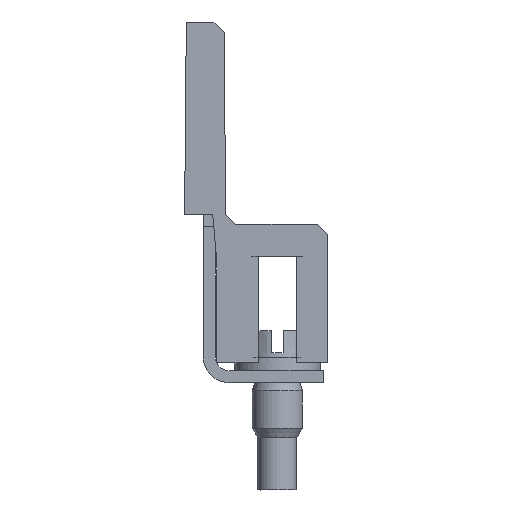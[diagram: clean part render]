
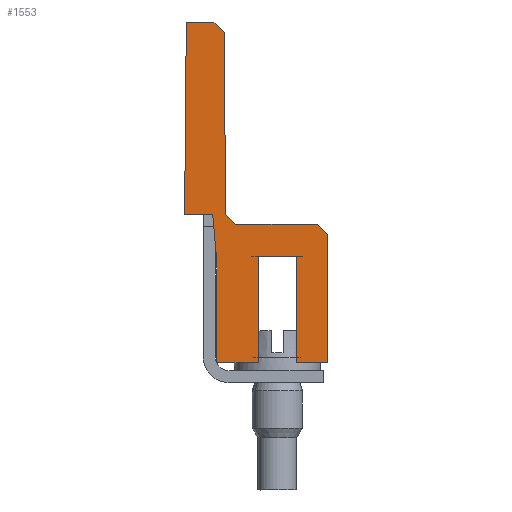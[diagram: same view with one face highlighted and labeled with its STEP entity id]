
A CAD part, left-side view. The second image highlights one B-rep face of the part: STEP entity #1553.
In plain terms, the highlighted planar face has unit normal (-1, 0, 0).
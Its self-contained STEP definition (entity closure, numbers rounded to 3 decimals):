
#1506=AXIS2_PLACEMENT_3D('Plane Axis2P3D',#1503,#1504,#1505) ;
#235=CARTESIAN_POINT('Vertex',(0.163,5.154,22.852)) ;
#238=CARTESIAN_POINT('Line Origine',(0.163,5.115,18.305)) ;
#242=CARTESIAN_POINT('Vertex',(0.163,5.075,13.757)) ;
#546=CARTESIAN_POINT('Vertex',(0.163,4.575,13.257)) ;
#549=CARTESIAN_POINT('Line Origine',(0.163,4.825,13.507)) ;
#571=CARTESIAN_POINT('Vertex',(0.162,0.5,13.257)) ;
#574=CARTESIAN_POINT('Line Origine',(0.163,2.538,13.257)) ;
#614=CARTESIAN_POINT('Vertex',(0.163,0.,12.757)) ;
#617=CARTESIAN_POINT('Line Origine',(0.162,0.25,13.007)) ;
#635=CARTESIAN_POINT('Line Origine',(0.163,0.,9.557)) ;
#639=CARTESIAN_POINT('Vertex',(0.163,0.,6.357)) ;
#660=CARTESIAN_POINT('Line Origine',(0.163,0.778,6.357)) ;
#664=CARTESIAN_POINT('Vertex',(0.163,1.557,6.357)) ;
#689=CARTESIAN_POINT('Vertex',(0.163,1.557,11.657)) ;
#692=CARTESIAN_POINT('Line Origine',(0.163,1.557,9.007)) ;
#710=CARTESIAN_POINT('Line Origine',(0.163,2.5,11.657)) ;
#714=CARTESIAN_POINT('Vertex',(0.163,3.443,11.657)) ;
#748=CARTESIAN_POINT('Line Origine',(0.163,3.443,9.007)) ;
#752=CARTESIAN_POINT('Vertex',(0.163,3.443,6.357)) ;
#768=CARTESIAN_POINT('Line Origine',(0.163,4.484,6.357)) ;
#772=CARTESIAN_POINT('Vertex',(0.163,5.525,6.357)) ;
#797=CARTESIAN_POINT('Vertex',(0.163,5.525,11.482)) ;
#800=CARTESIAN_POINT('Line Origine',(0.163,5.525,8.919)) ;
#825=CARTESIAN_POINT('Line Origine',(0.163,5.624,12.618)) ;
#829=CARTESIAN_POINT('Vertex',(0.163,5.724,13.754)) ;
#1482=CARTESIAN_POINT('Vertex',(0.163,5.659,23.357)) ;
#1485=CARTESIAN_POINT('Line Origine',(0.162,5.407,23.105)) ;
#1503=CARTESIAN_POINT('Axis2P3D Location',(0.163,2.5,6.357)) ;
#1508=CARTESIAN_POINT('Line Origine',(0.163,6.424,13.757)) ;
#1512=CARTESIAN_POINT('Vertex',(0.163,7.125,13.757)) ;
#1514=CARTESIAN_POINT('Vertex',(0.163,5.724,13.757)) ;
#1517=CARTESIAN_POINT('Line Origine',(0.163,5.724,13.755)) ;
#1522=CARTESIAN_POINT('Line Origine',(0.163,6.35,23.357)) ;
#1526=CARTESIAN_POINT('Vertex',(0.163,7.041,23.357)) ;
#1529=CARTESIAN_POINT('Line Origine',(0.163,7.083,18.557)) ;
#239=DIRECTION('Vector Direction',(0.,-0.009,-1.)) ;
#550=DIRECTION('Vector Direction',(0.,0.707,0.707)) ;
#575=DIRECTION('Vector Direction',(0.,-1.,0.)) ;
#618=DIRECTION('Vector Direction',(0.,-0.707,-0.707)) ;
#636=DIRECTION('Vector Direction',(0.,0.,-1.)) ;
#661=DIRECTION('Vector Direction',(0.,-1.,0.)) ;
#693=DIRECTION('Vector Direction',(0.,0.,-1.)) ;
#711=DIRECTION('Vector Direction',(0.,-1.,0.)) ;
#749=DIRECTION('Vector Direction',(0.,0.,-1.)) ;
#769=DIRECTION('Vector Direction',(0.,-1.,0.)) ;
#801=DIRECTION('Vector Direction',(0.,0.,-1.)) ;
#826=DIRECTION('Vector Direction',(0.,-0.087,-0.996)) ;
#1486=DIRECTION('Vector Direction',(0.,-0.707,-0.707)) ;
#1504=DIRECTION('Axis2P3D Direction',(-1.,0.,0.)) ;
#1505=DIRECTION('Axis2P3D XDirection',(0.,-1.,0.)) ;
#1509=DIRECTION('Vector Direction',(0.,-1.,0.)) ;
#1518=DIRECTION('Vector Direction',(0.,0.,-1.)) ;
#1523=DIRECTION('Vector Direction',(0.,-1.,0.)) ;
#1530=DIRECTION('Vector Direction',(0.,0.009,-1.)) ;
#240=VECTOR('Line Direction',#239,1.) ;
#551=VECTOR('Line Direction',#550,1.) ;
#576=VECTOR('Line Direction',#575,1.) ;
#619=VECTOR('Line Direction',#618,1.) ;
#637=VECTOR('Line Direction',#636,1.) ;
#662=VECTOR('Line Direction',#661,1.) ;
#694=VECTOR('Line Direction',#693,1.) ;
#712=VECTOR('Line Direction',#711,1.) ;
#750=VECTOR('Line Direction',#749,1.) ;
#770=VECTOR('Line Direction',#769,1.) ;
#802=VECTOR('Line Direction',#801,1.) ;
#827=VECTOR('Line Direction',#826,1.) ;
#1487=VECTOR('Line Direction',#1486,1.) ;
#1510=VECTOR('Line Direction',#1509,1.) ;
#1519=VECTOR('Line Direction',#1518,1.) ;
#1524=VECTOR('Line Direction',#1523,1.) ;
#1531=VECTOR('Line Direction',#1530,1.) ;
#1535=ORIENTED_EDGE('',*,*,#1516,.T.) ;
#1536=ORIENTED_EDGE('',*,*,#1521,.T.) ;
#1537=ORIENTED_EDGE('',*,*,#831,.T.) ;
#1538=ORIENTED_EDGE('',*,*,#804,.T.) ;
#1539=ORIENTED_EDGE('',*,*,#774,.T.) ;
#1540=ORIENTED_EDGE('',*,*,#754,.T.) ;
#1541=ORIENTED_EDGE('',*,*,#716,.T.) ;
#1542=ORIENTED_EDGE('',*,*,#696,.F.) ;
#1543=ORIENTED_EDGE('',*,*,#666,.T.) ;
#1544=ORIENTED_EDGE('',*,*,#641,.T.) ;
#1545=ORIENTED_EDGE('',*,*,#621,.F.) ;
#1546=ORIENTED_EDGE('',*,*,#578,.T.) ;
#1547=ORIENTED_EDGE('',*,*,#553,.T.) ;
#1548=ORIENTED_EDGE('',*,*,#244,.T.) ;
#1549=ORIENTED_EDGE('',*,*,#1489,.F.) ;
#1550=ORIENTED_EDGE('',*,*,#1528,.T.) ;
#1551=ORIENTED_EDGE('',*,*,#1533,.T.) ;
#1553=ADVANCED_FACE('KU_WQV2.5/10',(#1552),#1507,.T.) ;
#244=EDGE_CURVE('',#243,#236,#241,.F.) ;
#553=EDGE_CURVE('',#547,#243,#552,.T.) ;
#578=EDGE_CURVE('',#572,#547,#577,.F.) ;
#621=EDGE_CURVE('',#572,#615,#620,.T.) ;
#641=EDGE_CURVE('',#640,#615,#638,.F.) ;
#666=EDGE_CURVE('',#665,#640,#663,.T.) ;
#696=EDGE_CURVE('',#665,#690,#695,.F.) ;
#716=EDGE_CURVE('',#715,#690,#713,.T.) ;
#754=EDGE_CURVE('',#753,#715,#751,.F.) ;
#774=EDGE_CURVE('',#773,#753,#771,.T.) ;
#804=EDGE_CURVE('',#798,#773,#803,.T.) ;
#831=EDGE_CURVE('',#830,#798,#828,.T.) ;
#1489=EDGE_CURVE('',#1483,#236,#1488,.T.) ;
#1516=EDGE_CURVE('',#1513,#1515,#1511,.T.) ;
#1521=EDGE_CURVE('',#1515,#830,#1520,.T.) ;
#1528=EDGE_CURVE('',#1483,#1527,#1525,.F.) ;
#1533=EDGE_CURVE('',#1527,#1513,#1532,.T.) ;
#1534=EDGE_LOOP('',(#1535,#1536,#1537,#1538,#1539,#1540,#1541,#1542,#1543,#1544,#1545,#1546,#1547,#1548,#1549,#1550,#1551)) ;
#1552=FACE_OUTER_BOUND('',#1534,.T.) ;
#241=LINE('Line',#238,#240) ;
#552=LINE('Line',#549,#551) ;
#577=LINE('Line',#574,#576) ;
#620=LINE('Line',#617,#619) ;
#638=LINE('Line',#635,#637) ;
#663=LINE('Line',#660,#662) ;
#695=LINE('Line',#692,#694) ;
#713=LINE('Line',#710,#712) ;
#751=LINE('Line',#748,#750) ;
#771=LINE('Line',#768,#770) ;
#803=LINE('Line',#800,#802) ;
#828=LINE('Line',#825,#827) ;
#1488=LINE('Line',#1485,#1487) ;
#1511=LINE('Line',#1508,#1510) ;
#1520=LINE('Line',#1517,#1519) ;
#1525=LINE('Line',#1522,#1524) ;
#1532=LINE('Line',#1529,#1531) ;
#1507=PLANE('',#1506) ;
#236=VERTEX_POINT('',#235) ;
#243=VERTEX_POINT('',#242) ;
#547=VERTEX_POINT('',#546) ;
#572=VERTEX_POINT('',#571) ;
#615=VERTEX_POINT('',#614) ;
#640=VERTEX_POINT('',#639) ;
#665=VERTEX_POINT('',#664) ;
#690=VERTEX_POINT('',#689) ;
#715=VERTEX_POINT('',#714) ;
#753=VERTEX_POINT('',#752) ;
#773=VERTEX_POINT('',#772) ;
#798=VERTEX_POINT('',#797) ;
#830=VERTEX_POINT('',#829) ;
#1483=VERTEX_POINT('',#1482) ;
#1513=VERTEX_POINT('',#1512) ;
#1515=VERTEX_POINT('',#1514) ;
#1527=VERTEX_POINT('',#1526) ;
